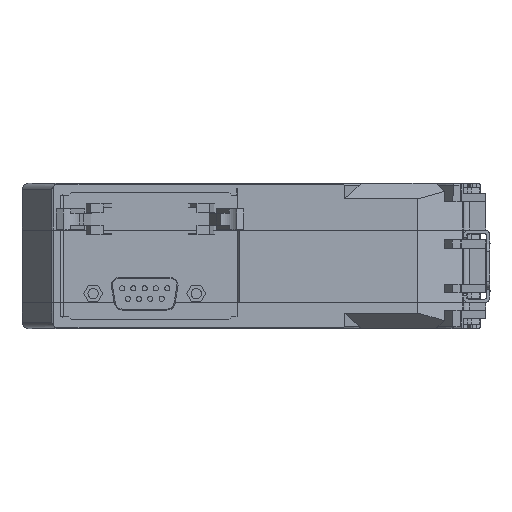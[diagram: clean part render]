
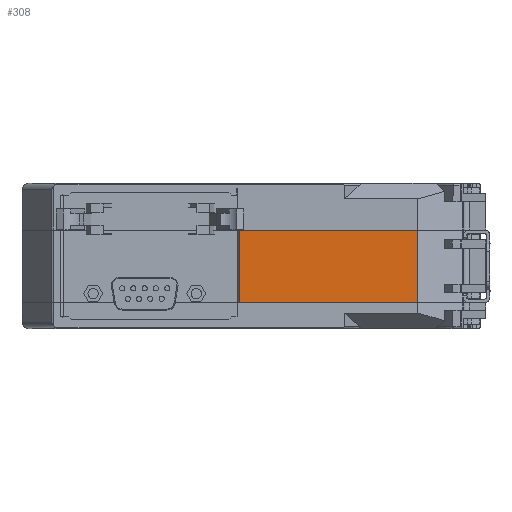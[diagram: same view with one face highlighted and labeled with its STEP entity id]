
A CAD part, left-side view. The second image highlights one B-rep face of the part: STEP entity #308.
In plain terms, the highlighted planar face has unit normal (-1, 0, 0).
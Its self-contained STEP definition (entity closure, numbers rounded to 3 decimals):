
#308 = ADVANCED_FACE ( 'NONE', ( #9035 ), #9034, .T. ) ;
#309 = EDGE_LOOP ( 'NONE', ( #310, #363, #365, #366 ) ) ;
#310 = ORIENTED_EDGE ( 'NONE', *, *, #311, .F. ) ;
#311 = EDGE_CURVE ( 'NONE', #312, #362, #9032, .T. ) ;
#312 = VERTEX_POINT ( 'NONE', #9025 ) ;
#362 = VERTEX_POINT ( 'NONE', #9330 ) ;
#363 = ORIENTED_EDGE ( 'NONE', *, *, #364, .T. ) ;
#364 = EDGE_CURVE ( 'NONE', #312, #562, #9329, .T. ) ;
#365 = ORIENTED_EDGE ( 'NONE', *, *, #561, .F. ) ;
#366 = ORIENTED_EDGE ( 'NONE', *, *, #367, .T. ) ;
#367 = EDGE_CURVE ( 'NONE', #559, #362, #9325, .T. ) ;
#559 = VERTEX_POINT ( 'NONE', #9486 ) ;
#561 = EDGE_CURVE ( 'NONE', #559, #562, #9485, .T. ) ;
#562 = VERTEX_POINT ( 'NONE', #9481 ) ;
#9025 = CARTESIAN_POINT ( 'NONE',  ( -49.5, 85.109, -2.5 ) ) ;
#9026 = DIRECTION ( 'NONE',  ( 0., 0., 1. ) ) ;
#9027 = VECTOR ( 'NONE', #9026, 1000. ) ;
#9028 = CARTESIAN_POINT ( 'NONE',  ( -49.5, 85.109, 15.1 ) ) ;
#9029 = DIRECTION ( 'NONE',  ( 0., 0., 1. ) ) ;
#9030 = DIRECTION ( 'NONE',  ( -1., 0., 0. ) ) ;
#9031 = AXIS2_PLACEMENT_3D ( 'NONE', #9033, #9030, #9029 ) ;
#9032 = LINE ( 'NONE', #9028, #9027 ) ;
#9033 = CARTESIAN_POINT ( 'NONE',  ( -49.5, 86.933, -2.5 ) ) ;
#9034 = PLANE ( 'NONE',  #9031 ) ;
#9035 = FACE_OUTER_BOUND ( 'NONE', #309, .T. ) ;
#9322 = DIRECTION ( 'NONE',  ( 0., 1., 0. ) ) ;
#9323 = VECTOR ( 'NONE', #9322, 1000. ) ;
#9324 = CARTESIAN_POINT ( 'NONE',  ( -49.5, 86.933, 15.1 ) ) ;
#9325 = LINE ( 'NONE', #9324, #9323 ) ;
#9326 = DIRECTION ( 'NONE',  ( 0., -1., 0. ) ) ;
#9327 = VECTOR ( 'NONE', #9326, 1000. ) ;
#9328 = CARTESIAN_POINT ( 'NONE',  ( -49.5, 86.933, -2.5 ) ) ;
#9329 = LINE ( 'NONE', #9328, #9327 ) ;
#9330 = CARTESIAN_POINT ( 'NONE',  ( -49.5, 85.109, 15.1 ) ) ;
#9481 = CARTESIAN_POINT ( 'NONE',  ( -49.5, 41.8, -2.5 ) ) ;
#9482 = DIRECTION ( 'NONE',  ( 0., 0., -1. ) ) ;
#9483 = VECTOR ( 'NONE', #9482, 1000. ) ;
#9484 = CARTESIAN_POINT ( 'NONE',  ( -49.5, 41.8, 163.973 ) ) ;
#9485 = LINE ( 'NONE', #9484, #9483 ) ;
#9486 = CARTESIAN_POINT ( 'NONE',  ( -49.5, 41.8, 15.1 ) ) ;
